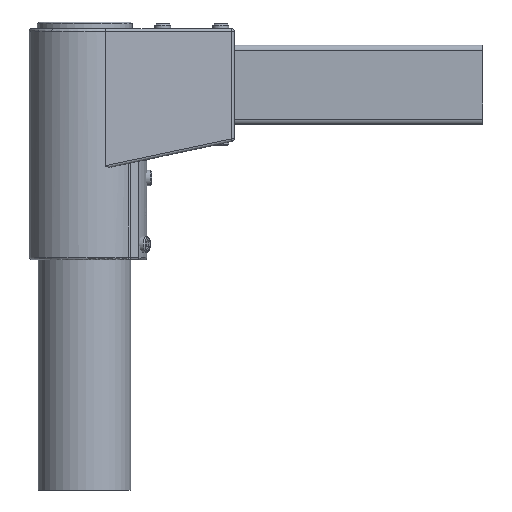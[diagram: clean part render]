
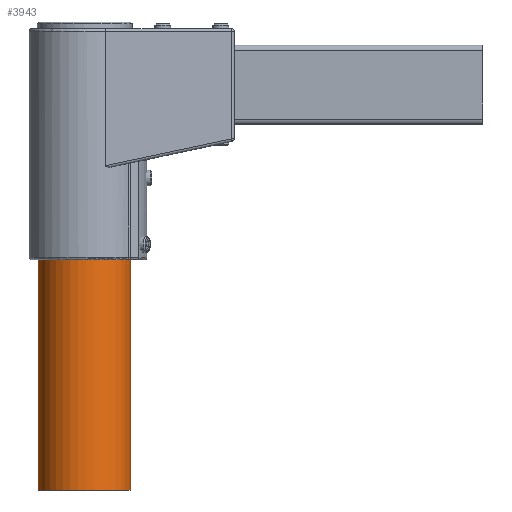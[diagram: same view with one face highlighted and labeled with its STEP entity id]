
A CAD part, front view. The second image highlights one B-rep face of the part: STEP entity #3943.
In plain terms, the highlighted cylindrical face has radius 35 mm (diameter 70 mm), a full revolution.
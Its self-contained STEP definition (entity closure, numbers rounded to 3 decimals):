
#910 = DIRECTION ( 'NONE',  ( -0.852, -0.523, 0. ) ) ;
#1269 = DIRECTION ( 'NONE',  ( -0.852, -0.523, 0. ) ) ;
#2017 = CARTESIAN_POINT ( 'NONE',  ( -113., 27., -264. ) ) ;
#2564 = FACE_OUTER_BOUND ( 'NONE', #7476, .T. ) ;
#2846 = DIRECTION ( 'NONE',  ( -0.852, -0.523, 0. ) ) ;
#2933 = EDGE_CURVE ( 'NONE', #8108, #8108, #7472, .T. ) ;
#2959 = CARTESIAN_POINT ( 'NONE',  ( -142.826, 8.686, -264. ) ) ;
#3943 = ADVANCED_FACE ( 'NONE', ( #8073, #2564 ), #8267, .T. ) ;
#4582 = ORIENTED_EDGE ( 'NONE', *, *, #2933, .T. ) ;
#5171 = AXIS2_PLACEMENT_3D ( 'NONE', #5231, #7313, #2846 ) ;
#5231 = CARTESIAN_POINT ( 'NONE',  ( -113., 27., -264. ) ) ;
#6182 = AXIS2_PLACEMENT_3D ( 'NONE', #6831, #6225, #910 ) ;
#6197 = EDGE_LOOP ( 'NONE', ( #7473 ) ) ;
#6225 = DIRECTION ( 'NONE',  ( 0., 0., -1. ) ) ;
#6459 = AXIS2_PLACEMENT_3D ( 'NONE', #2017, #7505, #1269 ) ;
#6831 = CARTESIAN_POINT ( 'NONE',  ( -113., 27., -14. ) ) ;
#7269 = EDGE_CURVE ( 'NONE', #9018, #9018, #7903, .T. ) ;
#7290 = CARTESIAN_POINT ( 'NONE',  ( -142.826, 8.686, -14. ) ) ;
#7313 = DIRECTION ( 'NONE',  ( 0., 0., 1. ) ) ;
#7472 = CIRCLE ( 'NONE', #6182, 35. ) ;
#7473 = ORIENTED_EDGE ( 'NONE', *, *, #7269, .F. ) ;
#7476 = EDGE_LOOP ( 'NONE', ( #4582 ) ) ;
#7505 = DIRECTION ( 'NONE',  ( 0., 0., -1. ) ) ;
#7903 = CIRCLE ( 'NONE', #6459, 35. ) ;
#8073 = FACE_OUTER_BOUND ( 'NONE', #6197, .T. ) ;
#8108 = VERTEX_POINT ( 'NONE', #7290 ) ;
#8267 = CYLINDRICAL_SURFACE ( 'NONE', #5171, 35. ) ;
#9018 = VERTEX_POINT ( 'NONE', #2959 ) ;
